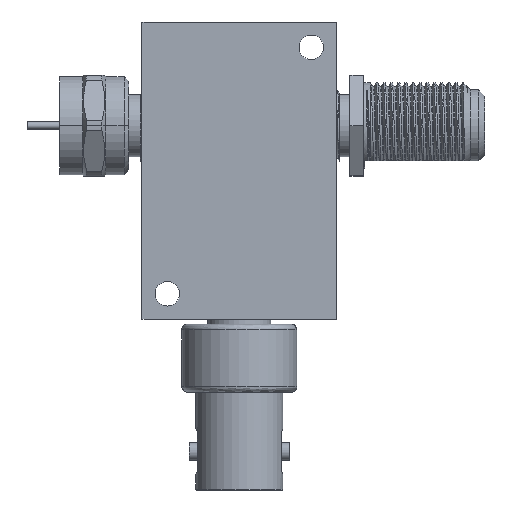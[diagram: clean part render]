
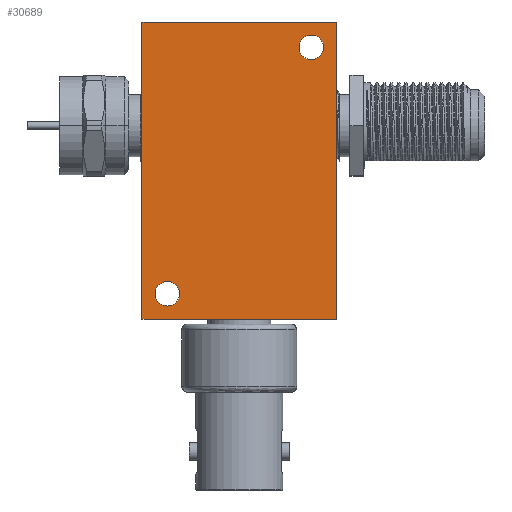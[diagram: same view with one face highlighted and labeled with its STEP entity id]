
A CAD part, front view. The second image highlights one B-rep face of the part: STEP entity #30689.
In plain terms, the highlighted planar face has unit normal (0, -1, 0).
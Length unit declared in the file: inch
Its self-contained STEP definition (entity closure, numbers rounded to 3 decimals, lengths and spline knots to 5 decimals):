
#1216 = CARTESIAN_POINT ( 'NONE',  ( 0.3125, 0., 0.58825 ) ) ;
#1998 = ORIENTED_EDGE ( 'NONE', *, *, #44873, .F. ) ;
#3908 = VERTEX_POINT ( 'NONE', #30804 ) ;
#4156 = ORIENTED_EDGE ( 'NONE', *, *, #49775, .F. ) ;
#5302 = EDGE_CURVE ( 'NONE', #3908, #63499, #53274, .T. ) ;
#5680 = EDGE_CURVE ( 'NONE', #21341, #65161, #14437, .T. ) ;
#5890 = CIRCLE ( 'NONE', #52819, 0.05325 ) ;
#7720 = DIRECTION ( 'NONE',  ( 0., 1., 0. ) ) ;
#9487 = ORIENTED_EDGE ( 'NONE', *, *, #58300, .T. ) ;
#9842 = DIRECTION ( 'NONE',  ( 0., -1., 0. ) ) ;
#11298 = DIRECTION ( 'NONE',  ( 0., 0., 1. ) ) ;
#14237 = LINE ( 'NONE', #41489, #35687 ) ;
#14323 = DIRECTION ( 'NONE',  ( 0., 0., -1. ) ) ;
#14437 = CIRCLE ( 'NONE', #54532, 0.05325 ) ;
#14863 = ORIENTED_EDGE ( 'NONE', *, *, #5680, .F. ) ;
#15649 = ORIENTED_EDGE ( 'NONE', *, *, #39133, .F. ) ;
#16374 = AXIS2_PLACEMENT_3D ( 'NONE', #23920, #7720, #19225 ) ;
#17286 = CARTESIAN_POINT ( 'NONE',  ( 0.4225, 0., -0.645 ) ) ;
#18522 = FACE_BOUND ( 'NONE', #21888, .T. ) ;
#19225 = DIRECTION ( 'NONE',  ( 0., 0., 1. ) ) ;
#19514 = AXIS2_PLACEMENT_3D ( 'NONE', #27003, #37369, #48495 ) ;
#21069 = EDGE_LOOP ( 'NONE', ( #33152, #1998, #26376, #9487 ) ) ;
#21230 = CARTESIAN_POINT ( 'NONE',  ( 0., 0., -0.645 ) ) ;
#21341 = VERTEX_POINT ( 'NONE', #40982 ) ;
#21888 = EDGE_LOOP ( 'NONE', ( #15649, #14863 ) ) ;
#23920 = CARTESIAN_POINT ( 'NONE',  ( 0., 0., 0. ) ) ;
#25344 = DIRECTION ( 'NONE',  ( 1., 0., 0. ) ) ;
#25390 = EDGE_LOOP ( 'NONE', ( #36743, #4156 ) ) ;
#25495 = VERTEX_POINT ( 'NONE', #49858 ) ;
#26376 = ORIENTED_EDGE ( 'NONE', *, *, #5302, .F. ) ;
#26965 = LINE ( 'NONE', #21230, #56265 ) ;
#27003 = CARTESIAN_POINT ( 'NONE',  ( 0.3125, 0., 0.535 ) ) ;
#28702 = CIRCLE ( 'NONE', #19514, 0.05325 ) ;
#29642 = FACE_OUTER_BOUND ( 'NONE', #21069, .T. ) ;
#30689 = ADVANCED_FACE ( 'NONE', ( #29642, #50790, #18522 ), #34303, .F. ) ;
#30804 = CARTESIAN_POINT ( 'NONE',  ( -0.4225, 0., 0.645 ) ) ;
#30890 = CARTESIAN_POINT ( 'NONE',  ( 0.4225, 0., 0.645 ) ) ;
#31289 = EDGE_CURVE ( 'NONE', #47130, #55611, #5890, .T. ) ;
#31744 = DIRECTION ( 'NONE',  ( 0., 0., 1. ) ) ;
#31857 = EDGE_CURVE ( 'NONE', #50229, #25495, #26965, .T. ) ;
#32496 = CARTESIAN_POINT ( 'NONE',  ( -0.3125, 0., -0.535 ) ) ;
#33152 = ORIENTED_EDGE ( 'NONE', *, *, #31857, .F. ) ;
#34303 = PLANE ( 'NONE',  #16374 ) ;
#35687 = VECTOR ( 'NONE', #36114, 39.37008 ) ;
#36114 = DIRECTION ( 'NONE',  ( 0., 0., -1. ) ) ;
#36743 = ORIENTED_EDGE ( 'NONE', *, *, #31289, .F. ) ;
#37369 = DIRECTION ( 'NONE',  ( 0., -1., 0. ) ) ;
#39133 = EDGE_CURVE ( 'NONE', #65161, #21341, #60550, .T. ) ;
#40172 = CARTESIAN_POINT ( 'NONE',  ( 0.4225, 0., 0. ) ) ;
#40201 = CARTESIAN_POINT ( 'NONE',  ( -0.3125, 0., -0.535 ) ) ;
#40982 = CARTESIAN_POINT ( 'NONE',  ( -0.3125, 0., -0.58825 ) ) ;
#41489 = CARTESIAN_POINT ( 'NONE',  ( -0.4225, 0., 0.645 ) ) ;
#42294 = VECTOR ( 'NONE', #14323, 39.37008 ) ;
#43029 = CARTESIAN_POINT ( 'NONE',  ( -0.3125, 0., -0.48175 ) ) ;
#44873 = EDGE_CURVE ( 'NONE', #63499, #50229, #62417, .T. ) ;
#46770 = AXIS2_PLACEMENT_3D ( 'NONE', #40201, #61730, #62091 ) ;
#47130 = VERTEX_POINT ( 'NONE', #1216 ) ;
#47662 = VECTOR ( 'NONE', #25344, 39.37008 ) ;
#47888 = CARTESIAN_POINT ( 'NONE',  ( 0., 0., 0.645 ) ) ;
#48495 = DIRECTION ( 'NONE',  ( 0., 0., 1. ) ) ;
#49775 = EDGE_CURVE ( 'NONE', #55611, #47130, #28702, .T. ) ;
#49858 = CARTESIAN_POINT ( 'NONE',  ( -0.4225, 0., -0.645 ) ) ;
#50229 = VERTEX_POINT ( 'NONE', #17286 ) ;
#50790 = FACE_BOUND ( 'NONE', #25390, .T. ) ;
#52819 = AXIS2_PLACEMENT_3D ( 'NONE', #69036, #9842, #31744 ) ;
#53274 = LINE ( 'NONE', #47888, #47662 ) ;
#53829 = DIRECTION ( 'NONE',  ( -1., 0., 0. ) ) ;
#54532 = AXIS2_PLACEMENT_3D ( 'NONE', #32496, #54695, #11298 ) ;
#54695 = DIRECTION ( 'NONE',  ( 0., -1., 0. ) ) ;
#55611 = VERTEX_POINT ( 'NONE', #60407 ) ;
#56265 = VECTOR ( 'NONE', #53829, 39.37008 ) ;
#58300 = EDGE_CURVE ( 'NONE', #3908, #25495, #14237, .T. ) ;
#60407 = CARTESIAN_POINT ( 'NONE',  ( 0.3125, 0., 0.48175 ) ) ;
#60550 = CIRCLE ( 'NONE', #46770, 0.05325 ) ;
#61730 = DIRECTION ( 'NONE',  ( 0., -1., 0. ) ) ;
#62091 = DIRECTION ( 'NONE',  ( 0., 0., 1. ) ) ;
#62417 = LINE ( 'NONE', #40172, #42294 ) ;
#63499 = VERTEX_POINT ( 'NONE', #30890 ) ;
#65161 = VERTEX_POINT ( 'NONE', #43029 ) ;
#69036 = CARTESIAN_POINT ( 'NONE',  ( 0.3125, 0., 0.535 ) ) ;
